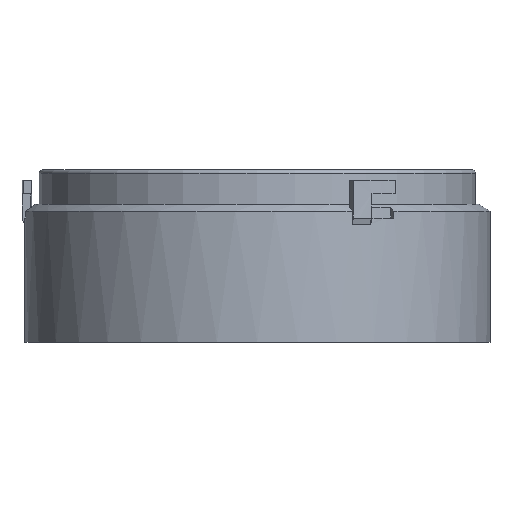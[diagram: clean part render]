
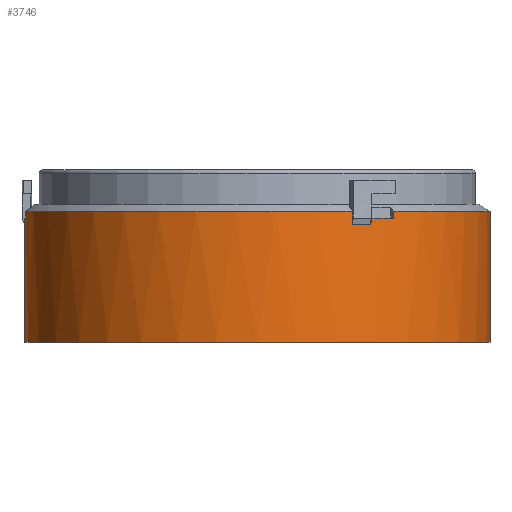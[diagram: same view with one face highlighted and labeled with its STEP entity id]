
A CAD part, left-side view. The second image highlights one B-rep face of the part: STEP entity #3746.
In plain terms, the highlighted cylindrical face has radius 67.5 mm (diameter 135 mm), a partial arc.
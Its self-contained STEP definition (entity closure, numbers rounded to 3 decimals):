
#102=CARTESIAN_POINT('Axis2P3D Location',(0.,0.,0.)) ;
#106=CARTESIAN_POINT('Vertex',(0.,67.5,0.)) ;
#108=CARTESIAN_POINT('Vertex',(0.,-67.5,0.)) ;
#2769=CARTESIAN_POINT('Vertex',(0.,-67.5,38.)) ;
#2822=CARTESIAN_POINT('Axis2P3D Location',(0.,0.,38.)) ;
#2826=CARTESIAN_POINT('Vertex',(-54.642,-39.63,38.)) ;
#2846=CARTESIAN_POINT('Vertex',(-7.,67.136,38.)) ;
#2849=CARTESIAN_POINT('Axis2P3D Location',(0.,0.,38.)) ;
#2853=CARTESIAN_POINT('Vertex',(-61.642,-27.506,38.)) ;
#3017=CARTESIAN_POINT('Vertex',(-7.,67.136,36.)) ;
#3031=CARTESIAN_POINT('Vertex',(0.,67.5,36.)) ;
#3034=CARTESIAN_POINT('Axis2P3D Location',(0.,0.,36.)) ;
#3047=CARTESIAN_POINT('Line Origine',(-7.,67.136,37.)) ;
#3494=CARTESIAN_POINT('Line Origine',(-54.642,-39.63,37.)) ;
#3498=CARTESIAN_POINT('Vertex',(-54.642,-39.63,36.)) ;
#3531=CARTESIAN_POINT('Vertex',(-58.95,-32.88,36.)) ;
#3534=CARTESIAN_POINT('Axis2P3D Location',(0.,0.,36.)) ;
#3649=CARTESIAN_POINT('Line Origine',(-61.642,-27.506,36.038)) ;
#3653=CARTESIAN_POINT('Vertex',(-61.642,-27.506,34.077)) ;
#3688=CARTESIAN_POINT('Vertex',(-58.95,-32.88,34.077)) ;
#3691=CARTESIAN_POINT('Line Origine',(-58.95,-32.88,35.038)) ;
#3712=CARTESIAN_POINT('Axis2P3D Location',(0.,0.,25.)) ;
#3717=CARTESIAN_POINT('Line Origine',(0.,67.5,19.)) ;
#3722=CARTESIAN_POINT('Line Origine',(0.,-67.5,19.)) ;
#3727=CARTESIAN_POINT('Axis2P3D Location',(0.,0.,34.077)) ;
#103=DIRECTION('Axis2P3D Direction',(0.,0.,1.)) ;
#2823=DIRECTION('Axis2P3D Direction',(0.,0.,-1.)) ;
#2850=DIRECTION('Axis2P3D Direction',(0.,0.,-1.)) ;
#3035=DIRECTION('Axis2P3D Direction',(0.,0.,1.)) ;
#3048=DIRECTION('Vector Direction',(0.,0.,-1.)) ;
#3495=DIRECTION('Vector Direction',(0.,0.,1.)) ;
#3535=DIRECTION('Axis2P3D Direction',(0.,0.,1.)) ;
#3650=DIRECTION('Vector Direction',(0.,0.,-1.)) ;
#3692=DIRECTION('Vector Direction',(0.,0.,-1.)) ;
#3713=DIRECTION('Axis2P3D Direction',(0.,0.,1.)) ;
#3714=DIRECTION('Axis2P3D XDirection',(0.,1.,0.)) ;
#3718=DIRECTION('Vector Direction',(0.,0.,1.)) ;
#3723=DIRECTION('Vector Direction',(0.,0.,1.)) ;
#3728=DIRECTION('Axis2P3D Direction',(0.,0.,1.)) ;
#104=AXIS2_PLACEMENT_3D('Circle Axis2P3D',#102,#103,$) ;
#2824=AXIS2_PLACEMENT_3D('Circle Axis2P3D',#2822,#2823,$) ;
#2851=AXIS2_PLACEMENT_3D('Circle Axis2P3D',#2849,#2850,$) ;
#3036=AXIS2_PLACEMENT_3D('Circle Axis2P3D',#3034,#3035,$) ;
#3536=AXIS2_PLACEMENT_3D('Circle Axis2P3D',#3534,#3535,$) ;
#3715=AXIS2_PLACEMENT_3D('Cylinder Axis2P3D',#3712,#3713,#3714) ;
#3729=AXIS2_PLACEMENT_3D('Circle Axis2P3D',#3727,#3728,$) ;
#3733=ORIENTED_EDGE('',*,*,#2855,.F.) ;
#3734=ORIENTED_EDGE('',*,*,#3051,.T.) ;
#3735=ORIENTED_EDGE('',*,*,#3038,.F.) ;
#3736=ORIENTED_EDGE('',*,*,#3721,.F.) ;
#3737=ORIENTED_EDGE('',*,*,#110,.T.) ;
#3738=ORIENTED_EDGE('',*,*,#3726,.T.) ;
#3739=ORIENTED_EDGE('',*,*,#2828,.F.) ;
#3740=ORIENTED_EDGE('',*,*,#3500,.F.) ;
#3741=ORIENTED_EDGE('',*,*,#3538,.F.) ;
#3742=ORIENTED_EDGE('',*,*,#3695,.T.) ;
#3743=ORIENTED_EDGE('',*,*,#3731,.T.) ;
#3744=ORIENTED_EDGE('',*,*,#3655,.T.) ;
#3049=VECTOR('Line Direction',#3048,1.) ;
#3496=VECTOR('Line Direction',#3495,1.) ;
#3651=VECTOR('Line Direction',#3650,1.) ;
#3693=VECTOR('Line Direction',#3692,1.) ;
#3719=VECTOR('Line Direction',#3718,1.) ;
#3724=VECTOR('Line Direction',#3723,1.) ;
#3746=ADVANCED_FACE('PartBody',(#3745),#3716,.T.) ;
#105=CIRCLE('generated circle',#104,67.5) ;
#2825=CIRCLE('generated circle',#2824,67.5) ;
#2852=CIRCLE('generated circle',#2851,67.5) ;
#3037=CIRCLE('generated circle',#3036,67.5) ;
#3537=CIRCLE('generated circle',#3536,67.5) ;
#3730=CIRCLE('generated circle',#3729,67.5) ;
#3716=CYLINDRICAL_SURFACE('generated cylinder',#3715,67.5) ;
#110=EDGE_CURVE('',#107,#109,#105,.T.) ;
#2828=EDGE_CURVE('',#2827,#2770,#2825,.F.) ;
#2855=EDGE_CURVE('',#2847,#2854,#2852,.F.) ;
#3038=EDGE_CURVE('',#3032,#3018,#3037,.T.) ;
#3051=EDGE_CURVE('',#2847,#3018,#3050,.T.) ;
#3500=EDGE_CURVE('',#3499,#2827,#3497,.T.) ;
#3538=EDGE_CURVE('',#3532,#3499,#3537,.T.) ;
#3655=EDGE_CURVE('',#3654,#2854,#3652,.F.) ;
#3695=EDGE_CURVE('',#3532,#3689,#3694,.T.) ;
#3721=EDGE_CURVE('',#107,#3032,#3720,.T.) ;
#3726=EDGE_CURVE('',#109,#2770,#3725,.T.) ;
#3731=EDGE_CURVE('',#3689,#3654,#3730,.F.) ;
#3732=EDGE_LOOP('',(#3733,#3734,#3735,#3736,#3737,#3738,#3739,#3740,#3741,#3742,#3743,#3744)) ;
#3745=FACE_OUTER_BOUND('',#3732,.T.) ;
#3050=LINE('Line',#3047,#3049) ;
#3497=LINE('Line',#3494,#3496) ;
#3652=LINE('Line',#3649,#3651) ;
#3694=LINE('Line',#3691,#3693) ;
#3720=LINE('Line',#3717,#3719) ;
#3725=LINE('Line',#3722,#3724) ;
#107=VERTEX_POINT('',#106) ;
#109=VERTEX_POINT('',#108) ;
#2770=VERTEX_POINT('',#2769) ;
#2827=VERTEX_POINT('',#2826) ;
#2847=VERTEX_POINT('',#2846) ;
#2854=VERTEX_POINT('',#2853) ;
#3018=VERTEX_POINT('',#3017) ;
#3032=VERTEX_POINT('',#3031) ;
#3499=VERTEX_POINT('',#3498) ;
#3532=VERTEX_POINT('',#3531) ;
#3654=VERTEX_POINT('',#3653) ;
#3689=VERTEX_POINT('',#3688) ;
